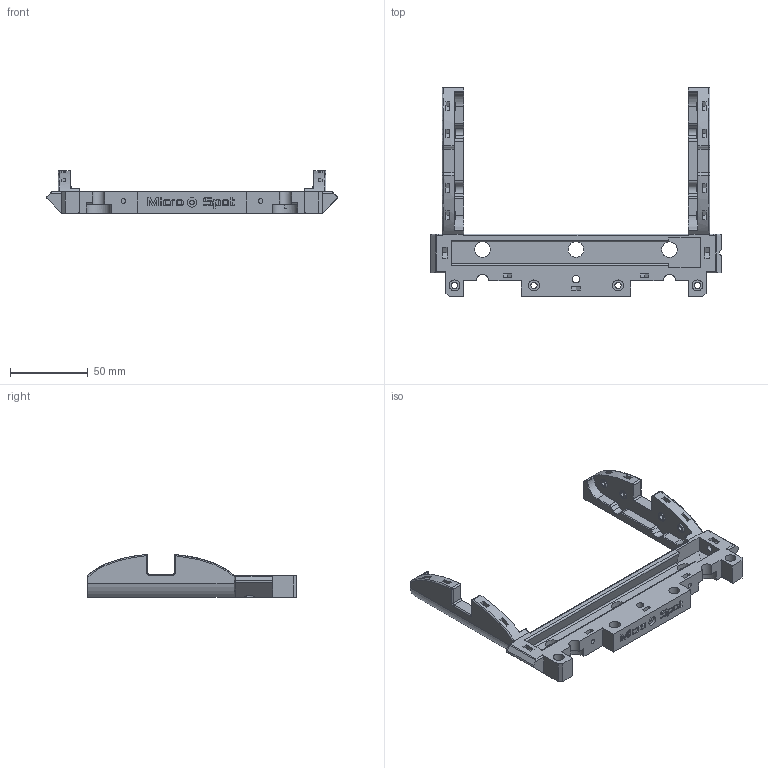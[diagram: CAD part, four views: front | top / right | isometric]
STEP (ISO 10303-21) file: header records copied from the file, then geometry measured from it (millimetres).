
FILE_DESCRIPTION(('FreeCAD Model'),'2;1');
FILE_NAME('UpperPhoneCarriage.step','2017-01-09T16:24:16',('Author'),( ''),'Open CASCADE STEP processor 6.8','FreeCAD','Unknown');
FILE_SCHEMA(('AUTOMOTIVE_DESIGN_CC2 { 1 2 10303 214 -1 1 5 4 }'));
Length unit declared in the file: millimetre
Products named in the file (2): ASSEMBLY; UpperPhoneCarriage
Assembly tree (1 placements, depth 2):
  ASSEMBLY
    UpperPhoneCarriage
Bounding box: 186.67 x 134 x 27.59 mm (x, y, z)
Volume: 88746.4 mm3; surface area: 40553 mm2
Topology: 1 solids, 1 shells, 549 faces, 1444 edges, 945 vertices
Faces by surface type: plane 338, cylinder 113, extrusion 40, bspline 28, torus 20, cone 8, sphere 2
Full cylindrical faces by diameter (mm): 3 x4, 4 x4, 4.8 x1, 7 x4, 10 x5
Entity records: 50475 total; most frequent: CARTESIAN_POINT 22558, DIRECTION 4792, VECTOR 3181, LINE 3141, ORIENTED_EDGE 2884, PCURVE 2884, DEFINITIONAL_REPRESENTATION 2884, EDGE_CURVE 1442
